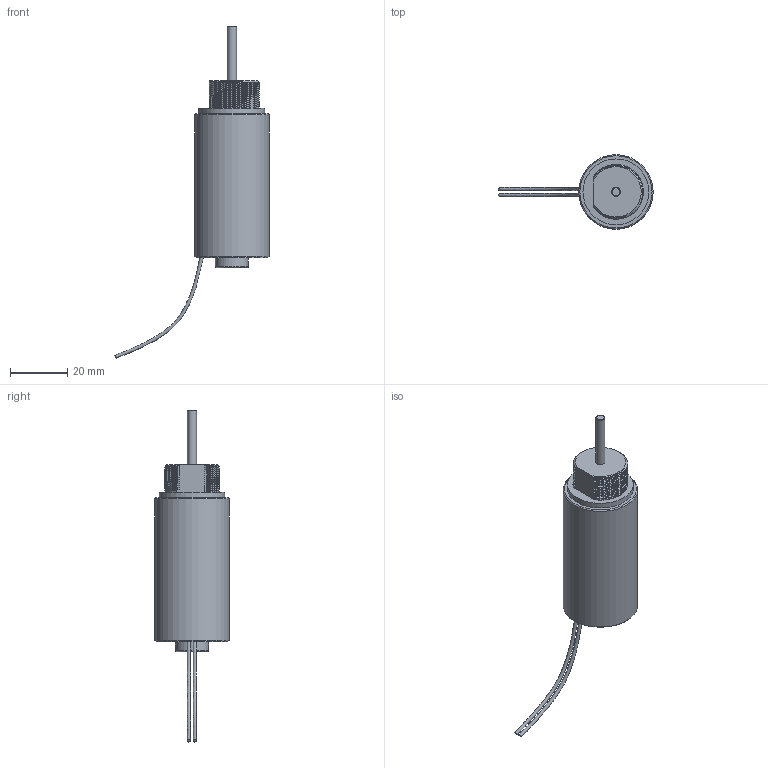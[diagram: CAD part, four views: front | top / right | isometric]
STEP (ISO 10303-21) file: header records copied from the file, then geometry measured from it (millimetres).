
FILE_DESCRIPTION(/* description */ ('Unknown'),/* implementation_level */ '2;1');
FILE_NAME(/* name */ '195207-228',/* time_stamp */ '2024-01-31T09:37:36+02:00',/* author */ ('Unknown'),/* organization */ ('Unknown'),/* preprocessor_version */ 'ST-DEVELOPER v18.102',/* originating_system */ 'Solid Edge',/* authorisation */ 'Unknown');
FILE_SCHEMA (('AUTOMOTIVE_DESIGN {1 0 10303 214 3 1 1}'));
Length unit declared in the file: millimetre
Products named in the file (1): 195207-228
Bounding box: 53.73 x 25.91 x 115.56 mm (x, y, z)
Volume: 30353.5 mm3; surface area: 6770.1 mm2
Topology: 1 solids, 1 shells, 78 faces, 204 edges, 134 vertices
Faces by surface type: cylinder 33, bspline 30, plane 9, torus 3, cone 3
Full cylindrical faces by diameter (mm): 3.18 x1, 11.503 x1, 22.947 x1, 24.127 x1, 25.91 x1
Entity records: 25324 total; most frequent: CARTESIAN_POINT 23259, ORIENTED_EDGE 384, DIRECTION 198, EDGE_CURVE 192, VERTEX_POINT 134, EDGE_LOOP 96, FACE_BOUND 96, STYLED_ITEM 78
